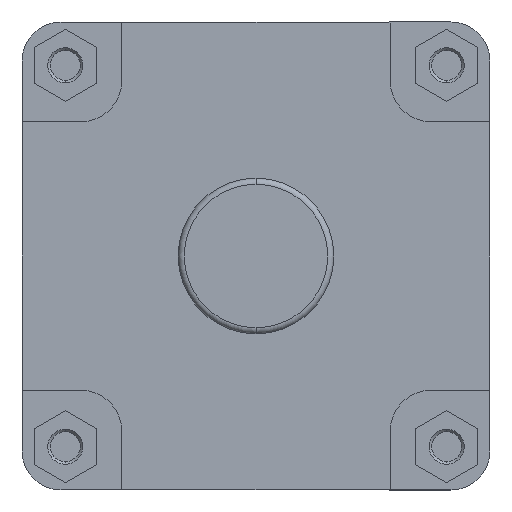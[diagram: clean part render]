
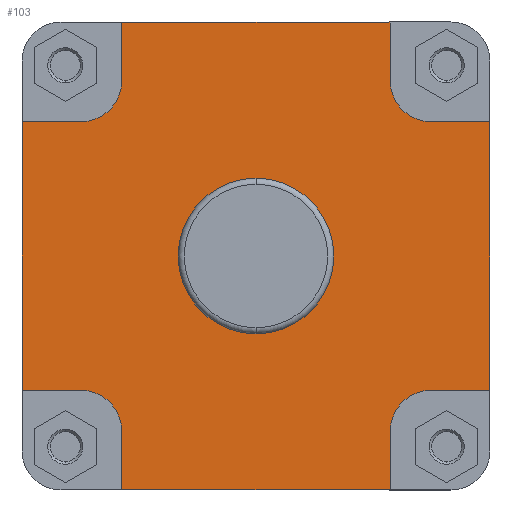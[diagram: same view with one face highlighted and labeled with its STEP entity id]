
A CAD part, left-side view. The second image highlights one B-rep face of the part: STEP entity #103.
In plain terms, the highlighted planar face has unit normal (-1, 0, 0).
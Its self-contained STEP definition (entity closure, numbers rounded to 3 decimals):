
#103 = ADVANCED_FACE ( 'NONE', ( #1615, #1613 ), #2948, .F. ) ;
#631 = VERTEX_POINT ( 'NONE', #3799 ) ;
#662 = VERTEX_POINT ( 'NONE', #3829 ) ;
#663 = VERTEX_POINT ( 'NONE', #3830 ) ;
#681 = VERTEX_POINT ( 'NONE', #3848 ) ;
#685 = VERTEX_POINT ( 'NONE', #3852 ) ;
#693 = VERTEX_POINT ( 'NONE', #3860 ) ;
#696 = VERTEX_POINT ( 'NONE', #3863 ) ;
#707 = VERTEX_POINT ( 'NONE', #3874 ) ;
#725 = VERTEX_POINT ( 'NONE', #3892 ) ;
#740 = VERTEX_POINT ( 'NONE', #3907 ) ;
#744 = VERTEX_POINT ( 'NONE', #3911 ) ;
#800 = VERTEX_POINT ( 'NONE', #3967 ) ;
#804 = VERTEX_POINT ( 'NONE', #3971 ) ;
#805 = VERTEX_POINT ( 'NONE', #3972 ) ;
#807 = VERTEX_POINT ( 'NONE', #3974 ) ;
#829 = VERTEX_POINT ( 'NONE', #3996 ) ;
#857 = VERTEX_POINT ( 'NONE', #4024 ) ;
#891 = VERTEX_POINT ( 'NONE', #4058 ) ;
#1176 = EDGE_LOOP ( 'NONE', ( #1444, #1443, #1442, #1441, #1440, #1439, #1438, #1437, #1436, #1435, #1434, #1433, #1432, #1431, #1430, #1429 ) ) ;
#1202 = EDGE_LOOP ( 'NONE', ( #1446, #1445 ) ) ;
#1429 = ORIENTED_EDGE ( 'NONE', *, *, #2187, .F. ) ;
#1430 = ORIENTED_EDGE ( 'NONE', *, *, #2716, .F. ) ;
#1431 = ORIENTED_EDGE ( 'NONE', *, *, #2719, .F. ) ;
#1432 = ORIENTED_EDGE ( 'NONE', *, *, #2730, .F. ) ;
#1433 = ORIENTED_EDGE ( 'NONE', *, *, #2734, .F. ) ;
#1434 = ORIENTED_EDGE ( 'NONE', *, *, #2750, .F. ) ;
#1435 = ORIENTED_EDGE ( 'NONE', *, *, #2751, .F. ) ;
#1436 = ORIENTED_EDGE ( 'NONE', *, *, #2775, .F. ) ;
#1437 = ORIENTED_EDGE ( 'NONE', *, *, #2799, .F. ) ;
#1438 = ORIENTED_EDGE ( 'NONE', *, *, #2745, .F. ) ;
#1439 = ORIENTED_EDGE ( 'NONE', *, *, #2743, .F. ) ;
#1440 = ORIENTED_EDGE ( 'NONE', *, *, #2739, .T. ) ;
#1441 = ORIENTED_EDGE ( 'NONE', *, *, #2781, .F. ) ;
#1442 = ORIENTED_EDGE ( 'NONE', *, *, #2766, .F. ) ;
#1443 = ORIENTED_EDGE ( 'NONE', *, *, #2802, .F. ) ;
#1444 = ORIENTED_EDGE ( 'NONE', *, *, #2776, .T. ) ;
#1445 = ORIENTED_EDGE ( 'NONE', *, *, #2755, .F. ) ;
#1446 = ORIENTED_EDGE ( 'NONE', *, *, #2184, .F. ) ;
#1613 = FACE_OUTER_BOUND ( 'NONE', #1176, .T. ) ;
#1615 = FACE_BOUND ( 'NONE', #1202, .T. ) ;
#2184 = EDGE_CURVE ( 'NONE', #681, #744, #5037, .T. ) ;
#2187 = EDGE_CURVE ( 'NONE', #805, #800, #5033, .T. ) ;
#2716 = EDGE_CURVE ( 'NONE', #800, #685, #5799, .T. ) ;
#2719 = EDGE_CURVE ( 'NONE', #685, #663, #5767, .T. ) ;
#2730 = EDGE_CURVE ( 'NONE', #663, #891, #5810, .T. ) ;
#2734 = EDGE_CURVE ( 'NONE', #891, #693, #5815, .T. ) ;
#2739 = EDGE_CURVE ( 'NONE', #725, #804, #5794, .T. ) ;
#2743 = EDGE_CURVE ( 'NONE', #707, #804, #5827, .T. ) ;
#2745 = EDGE_CURVE ( 'NONE', #740, #707, #5830, .T. ) ;
#2750 = EDGE_CURVE ( 'NONE', #693, #631, #5836, .T. ) ;
#2751 = EDGE_CURVE ( 'NONE', #631, #807, #5824, .T. ) ;
#2755 = EDGE_CURVE ( 'NONE', #744, #681, #5843, .T. ) ;
#2766 = EDGE_CURVE ( 'NONE', #696, #857, #5852, .T. ) ;
#2775 = EDGE_CURVE ( 'NONE', #807, #662, #5864, .T. ) ;
#2776 = EDGE_CURVE ( 'NONE', #805, #829, #5866, .T. ) ;
#2781 = EDGE_CURVE ( 'NONE', #725, #696, #5874, .T. ) ;
#2799 = EDGE_CURVE ( 'NONE', #662, #740, #5903, .T. ) ;
#2802 = EDGE_CURVE ( 'NONE', #857, #829, #5909, .T. ) ;
#2850 = AXIS2_PLACEMENT_3D ( 'NONE', #2969, #3310, #2955 ) ;
#2948 = PLANE ( 'NONE',  #2850 ) ;
#2955 = DIRECTION ( 'NONE',  ( 0., 0., -1. ) ) ;
#2969 = CARTESIAN_POINT ( 'NONE',  ( 67., 44.9, 0. ) ) ;
#3310 = DIRECTION ( 'NONE',  ( 1., 0., 0. ) ) ;
#3799 = CARTESIAN_POINT ( 'NONE',  ( 67., 77.5, 101. ) ) ;
#3829 = CARTESIAN_POINT ( 'NONE',  ( 67., -77.5, 135. ) ) ;
#3830 = CARTESIAN_POINT ( 'NONE',  ( 67., 135., -77.5 ) ) ;
#3848 = CARTESIAN_POINT ( 'NONE',  ( 67., 0., 44.9 ) ) ;
#3852 = CARTESIAN_POINT ( 'NONE',  ( 67., 101., -77.5 ) ) ;
#3860 = CARTESIAN_POINT ( 'NONE',  ( 67., 101., 77.5 ) ) ;
#3863 = CARTESIAN_POINT ( 'NONE',  ( 67., -101., -77.5 ) ) ;
#3874 = CARTESIAN_POINT ( 'NONE',  ( 67., -101., 77.5 ) ) ;
#3892 = CARTESIAN_POINT ( 'NONE',  ( 67., -135., -77.5 ) ) ;
#3907 = CARTESIAN_POINT ( 'NONE',  ( 67., -77.5, 101. ) ) ;
#3911 = CARTESIAN_POINT ( 'NONE',  ( 67., 0., -44.9 ) ) ;
#3967 = CARTESIAN_POINT ( 'NONE',  ( 67., 77.5, -101. ) ) ;
#3971 = CARTESIAN_POINT ( 'NONE',  ( 67., -135., 77.5 ) ) ;
#3972 = CARTESIAN_POINT ( 'NONE',  ( 67., 77.5, -135. ) ) ;
#3974 = CARTESIAN_POINT ( 'NONE',  ( 67., 77.5, 135. ) ) ;
#3996 = CARTESIAN_POINT ( 'NONE',  ( 67., -77.5, -135. ) ) ;
#4024 = CARTESIAN_POINT ( 'NONE',  ( 67., -77.5, -101. ) ) ;
#4058 = CARTESIAN_POINT ( 'NONE',  ( 67., 135., 77.5 ) ) ;
#4116 = CARTESIAN_POINT ( 'NONE',  ( 67., 0., 0. ) ) ;
#4117 = DIRECTION ( 'NONE',  ( -1., 0., 0. ) ) ;
#4118 = DIRECTION ( 'NONE',  ( 0., 0., 1. ) ) ;
#4121 = CARTESIAN_POINT ( 'NONE',  ( 67., 77.5, -135. ) ) ;
#4124 = DIRECTION ( 'NONE',  ( 0., 0., 1. ) ) ;
#4746 = AXIS2_PLACEMENT_3D ( 'NONE', #4116, #4117, #4118 ) ;
#4927 = AXIS2_PLACEMENT_3D ( 'NONE', #6478, #6491, #6492 ) ;
#4929 = AXIS2_PLACEMENT_3D ( 'NONE', #6525, #6532, #6533 ) ;
#4932 = AXIS2_PLACEMENT_3D ( 'NONE', #6522, #6541, #6542 ) ;
#4935 = AXIS2_PLACEMENT_3D ( 'NONE', #6545, #6554, #6555 ) ;
#4939 = AXIS2_PLACEMENT_3D ( 'NONE', #6568, #6575, #6576 ) ;
#5033 = LINE ( 'NONE', #4121, #5040 ) ;
#5037 = CIRCLE ( 'NONE', #4746, 44.9 ) ;
#5040 = VECTOR ( 'NONE', #4124, 1000. ) ;
#5767 = LINE ( 'NONE', #6493, #5795 ) ;
#5794 = LINE ( 'NONE', #6523, #5818 ) ;
#5795 = VECTOR ( 'NONE', #6494, 1000. ) ;
#5799 = CIRCLE ( 'NONE', #4927, 23.5 ) ;
#5810 = LINE ( 'NONE', #6506, #5811 ) ;
#5811 = VECTOR ( 'NONE', #6507, 1000. ) ;
#5815 = LINE ( 'NONE', #6513, #5816 ) ;
#5816 = VECTOR ( 'NONE', #6514, 1000. ) ;
#5818 = VECTOR ( 'NONE', #6524, 1000. ) ;
#5824 = LINE ( 'NONE', #6543, #5829 ) ;
#5827 = LINE ( 'NONE', #6529, #5828 ) ;
#5828 = VECTOR ( 'NONE', #6530, 1000. ) ;
#5829 = VECTOR ( 'NONE', #6544, 1000. ) ;
#5830 = CIRCLE ( 'NONE', #4929, 23.5 ) ;
#5836 = CIRCLE ( 'NONE', #4932, 23.5 ) ;
#5843 = CIRCLE ( 'NONE', #4935, 44.9 ) ;
#5852 = CIRCLE ( 'NONE', #4939, 23.5 ) ;
#5864 = LINE ( 'NONE', #6595, #5865 ) ;
#5865 = VECTOR ( 'NONE', #6596, 1000. ) ;
#5866 = LINE ( 'NONE', #6597, #5867 ) ;
#5867 = VECTOR ( 'NONE', #6598, 1000. ) ;
#5874 = LINE ( 'NONE', #6605, #5875 ) ;
#5875 = VECTOR ( 'NONE', #6606, 1000. ) ;
#5903 = LINE ( 'NONE', #6641, #5904 ) ;
#5904 = VECTOR ( 'NONE', #6642, 1000. ) ;
#5909 = LINE ( 'NONE', #6647, #5910 ) ;
#5910 = VECTOR ( 'NONE', #6648, 1000. ) ;
#6478 = CARTESIAN_POINT ( 'NONE',  ( 67., 101., -101. ) ) ;
#6491 = DIRECTION ( 'NONE',  ( -1., 0., 0. ) ) ;
#6492 = DIRECTION ( 'NONE',  ( 0., 0., -1. ) ) ;
#6493 = CARTESIAN_POINT ( 'NONE',  ( 67., 101., -77.5 ) ) ;
#6494 = DIRECTION ( 'NONE',  ( 0., 1., 0. ) ) ;
#6506 = CARTESIAN_POINT ( 'NONE',  ( 67., 135., 0. ) ) ;
#6507 = DIRECTION ( 'NONE',  ( 0., 0., 1. ) ) ;
#6513 = CARTESIAN_POINT ( 'NONE',  ( 67., 135., 77.5 ) ) ;
#6514 = DIRECTION ( 'NONE',  ( 0., -1., 0. ) ) ;
#6522 = CARTESIAN_POINT ( 'NONE',  ( 67., 101., 101. ) ) ;
#6523 = CARTESIAN_POINT ( 'NONE',  ( 67., -135., 0. ) ) ;
#6524 = DIRECTION ( 'NONE',  ( 0., 0., 1. ) ) ;
#6525 = CARTESIAN_POINT ( 'NONE',  ( 67., -101., 101. ) ) ;
#6529 = CARTESIAN_POINT ( 'NONE',  ( 67., -101., 77.5 ) ) ;
#6530 = DIRECTION ( 'NONE',  ( 0., -1., 0. ) ) ;
#6532 = DIRECTION ( 'NONE',  ( -1., 0., 0. ) ) ;
#6533 = DIRECTION ( 'NONE',  ( 0., 0., -1. ) ) ;
#6541 = DIRECTION ( 'NONE',  ( -1., 0., 0. ) ) ;
#6542 = DIRECTION ( 'NONE',  ( 0., 0., -1. ) ) ;
#6543 = CARTESIAN_POINT ( 'NONE',  ( 67., 77.5, 101. ) ) ;
#6544 = DIRECTION ( 'NONE',  ( 0., 0., 1. ) ) ;
#6545 = CARTESIAN_POINT ( 'NONE',  ( 67., 0., 0. ) ) ;
#6554 = DIRECTION ( 'NONE',  ( -1., 0., 0. ) ) ;
#6555 = DIRECTION ( 'NONE',  ( 0., 0., 1. ) ) ;
#6568 = CARTESIAN_POINT ( 'NONE',  ( 67., -101., -101. ) ) ;
#6575 = DIRECTION ( 'NONE',  ( -1., 0., 0. ) ) ;
#6576 = DIRECTION ( 'NONE',  ( 0., 0., -1. ) ) ;
#6595 = CARTESIAN_POINT ( 'NONE',  ( 67., -297.141, 135. ) ) ;
#6596 = DIRECTION ( 'NONE',  ( 0., -1., 0. ) ) ;
#6597 = CARTESIAN_POINT ( 'NONE',  ( 67., -297.141, -135. ) ) ;
#6598 = DIRECTION ( 'NONE',  ( 0., -1., 0. ) ) ;
#6605 = CARTESIAN_POINT ( 'NONE',  ( 67., -135., -77.5 ) ) ;
#6606 = DIRECTION ( 'NONE',  ( 0., 1., 0. ) ) ;
#6641 = CARTESIAN_POINT ( 'NONE',  ( 67., -77.5, 135. ) ) ;
#6642 = DIRECTION ( 'NONE',  ( 0., 0., -1. ) ) ;
#6647 = CARTESIAN_POINT ( 'NONE',  ( 67., -77.5, -101. ) ) ;
#6648 = DIRECTION ( 'NONE',  ( 0., 0., -1. ) ) ;
